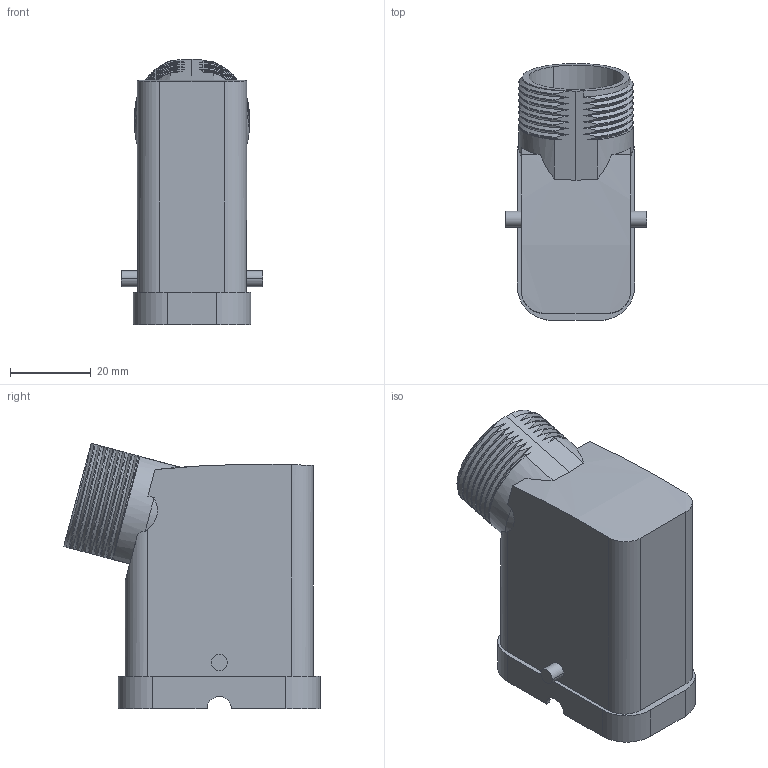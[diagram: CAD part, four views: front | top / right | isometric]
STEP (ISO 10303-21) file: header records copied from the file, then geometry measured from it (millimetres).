
FILE_DESCRIPTION(('CATIA V5 STEP','CAx-IF Rec.Pracs.--- Model Styling and Organization---1.2---2011-12-15'),'2;1');
FILE_NAME ('13410281_2', '2018-08-08T07:27:16+00:00', ('none'), ('Weidmueller'), 'CATIA Version 5-6 Release 2014 SP4 HF52', 'CATIA V5 STEP AP214', 'none');
FILE_SCHEMA(('AUTOMOTIVE_DESIGN { 1 0 10303 214 1 1 1 1 }'));
Length unit declared in the file: millimetre
Products named in the file (1): 1003100000
Bounding box: 35 x 63.48 x 65.65 mm (x, y, z)
Volume: 28655.2 mm3; surface area: 25165.2 mm2
Topology: 1 solids, 1 shells, 261 faces, 742 edges, 493 vertices
Faces by surface type: plane 114, cylinder 87, bspline 46, cone 14
Entity records: 11413 total; most frequent: CARTESIAN_POINT 5473, ORIENTED_EDGE 1484, DIRECTION 789, EDGE_CURVE 742, VERTEX_POINT 493, VECTOR 381, LINE 381, EDGE_LOOP 283
